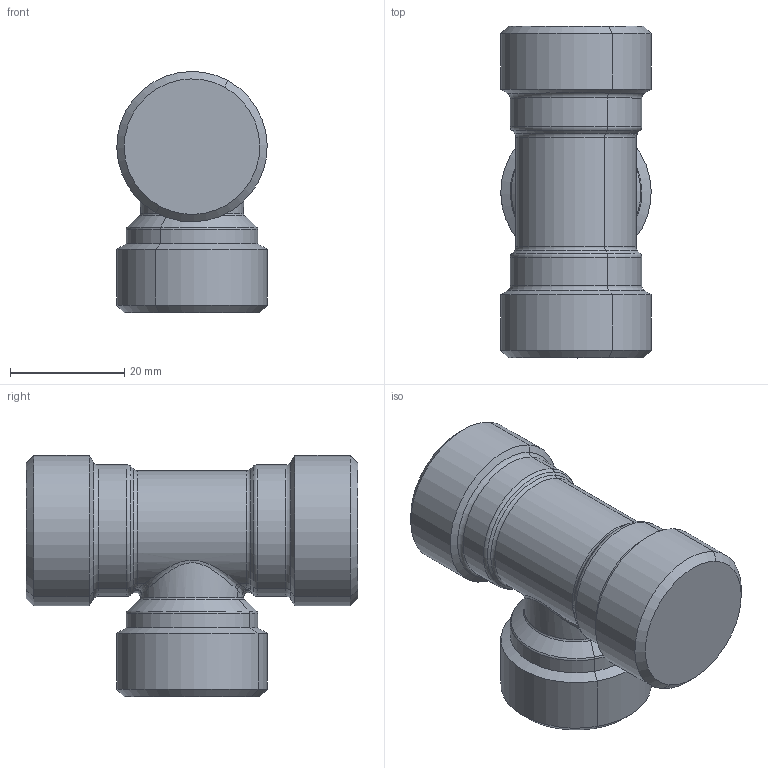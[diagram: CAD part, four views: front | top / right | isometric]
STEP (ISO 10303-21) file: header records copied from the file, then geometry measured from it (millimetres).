
FILE_DESCRIPTION(('CATIA V5 STEP Exchange'),'2;1');
FILE_NAME('STEP_946500_-_TST.stp','2017-08-24T07:08:31+00:00',('none'),('none'),'CATIA Version 5-6 Release 2014 SP5','CATIA V5 STEP AP203','none');
FILE_SCHEMA(('CONFIG_CONTROL_DESIGN'));
Length unit declared in the file: millimetre
Products named in the file (1): 946500
Bounding box: 26.29 x 58 x 42.15 mm (x, y, z)
Volume: 34420.2 mm3; surface area: 7298.4 mm2
Topology: 1 solids, 1 shells, 73 faces, 155 edges, 84 vertices
Faces by surface type: cylinder 20, cone 18, torus 18, bspline 14, plane 3
Entity records: 2841 total; most frequent: CARTESIAN_POINT 1479, ORIENTED_EDGE 310, DIRECTION 189, EDGE_CURVE 155, AXIS2_PLACEMENT_3D 117, VERTEX_POINT 84, CIRCLE 78, ADVANCED_FACE 73
